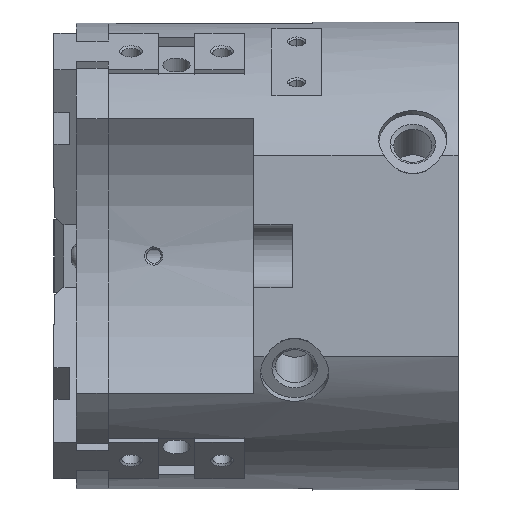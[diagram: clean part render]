
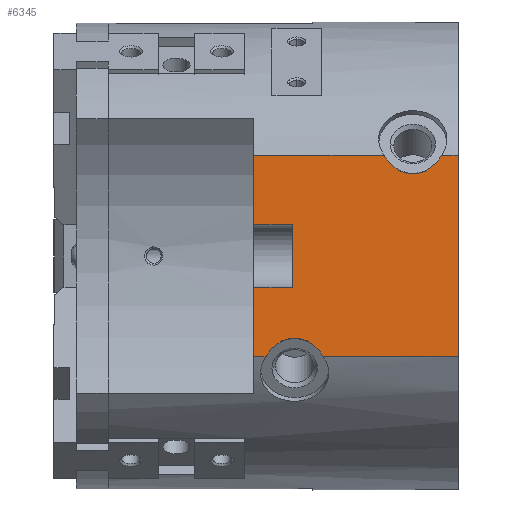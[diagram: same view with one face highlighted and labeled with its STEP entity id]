
A CAD part, left-side view. The second image highlights one B-rep face of the part: STEP entity #6345.
In plain terms, the highlighted planar face has unit normal (-1, 0, 0).
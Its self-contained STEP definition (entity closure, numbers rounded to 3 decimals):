
#2595 = VERTEX_POINT( '', #7040 );
#2793 = VERTEX_POINT( '', #7265 );
#2849 = EDGE_CURVE( '', #6501, #3615, #7327, .T. );
#3009 = VERTEX_POINT( '', #7508 );
#3615 = VERTEX_POINT( '', #8189 );
#3773 = EDGE_CURVE( '', #6219, #3009, #8367, .T. );
#3951 = EDGE_CURVE( '', #4163, #5725, #8571, .T. );
#4021 = EDGE_CURVE( '', #2793, #2595, #8651, .T. );
#4163 = VERTEX_POINT( '', #8798 );
#4485 = EDGE_CURVE( '', #5255, #4633, #9155, .T. );
#4633 = VERTEX_POINT( '', #9311 );
#4771 = VERTEX_POINT( '', #9467 );
#5113 = EDGE_CURVE( '', #4163, #4633, #9840, .T. );
#5151 = EDGE_CURVE( '', #3009, #2793, #9881, .T. );
#5219 = EDGE_CURVE( '', #5255, #3615, #9958, .T. );
#5255 = VERTEX_POINT( '', #9997 );
#5551 = EDGE_CURVE( '', #2595, #4771, #10328, .T. );
#5721 = EDGE_CURVE( '', #4771, #6501, #10521, .T. );
#5725 = VERTEX_POINT( '', #10525 );
#5837 = VERTEX_POINT( '', #10651 );
#6035 = EDGE_CURVE( '', #5725, #5837, #10881, .T. );
#6119 = EDGE_CURVE( '', #5837, #6219, #10968, .T. );
#6219 = VERTEX_POINT( '', #11077 );
#6345 = ADVANCED_FACE( '', ( #11222 ), #11223, .T. );
#6501 = VERTEX_POINT( '', #11393 );
#7040 = CARTESIAN_POINT( '', ( -46.5, 36.5, 7. ) );
#7265 = CARTESIAN_POINT( '', ( -46.5, 45., 7. ) );
#7327 = LINE( '', #12556, #12557 );
#7508 = CARTESIAN_POINT( '', ( -46.5, 45., 22.136 ) );
#8189 = CARTESIAN_POINT( '', ( -46.5, 45., -22.136 ) );
#8367 = LINE( '', #14193, #14194 );
#8571 = LINE( '', #14468, #14469 );
#8651 = LINE( '', #14574, #14575 );
#8798 = CARTESIAN_POINT( '', ( -46.5, 0., -22.136 ) );
#9155 = ELLIPSE( '', #15416, 8.66, 7.5 );
#9311 = CARTESIAN_POINT( '', ( -46.5, 29.707, -22.136 ) );
#9467 = CARTESIAN_POINT( '', ( -46.5, 36.5, -7. ) );
#9840 = LINE( '', #16502, #16503 );
#9881 = LINE( '', #16564, #16565 );
#9958 = LINE( '', #16670, #16671 );
#9997 = CARTESIAN_POINT( '', ( -46.5, 42.293, -22.136 ) );
#10328 = LINE( '', #17222, #17223 );
#10521 = LINE( '', #17521, #17522 );
#10525 = CARTESIAN_POINT( '', ( -46.5, 0., 22.136 ) );
#10651 = CARTESIAN_POINT( '', ( -46.5, 3.707, 22.136 ) );
#10881 = LINE( '', #18115, #18116 );
#10968 = ELLIPSE( '', #18274, 8.66, 7.5 );
#11077 = CARTESIAN_POINT( '', ( -46.5, 16.293, 22.136 ) );
#11222 = FACE_OUTER_BOUND( '', #18684, .T. );
#11223 = PLANE( '', #18685 );
#11393 = CARTESIAN_POINT( '', ( -46.5, 45., -7. ) );
#12556 = CARTESIAN_POINT( '', ( -46.5, 45., 11.068 ) );
#12557 = VECTOR( '', #19893, 1. );
#14193 = CARTESIAN_POINT( '', ( -46.5, 0., 22.136 ) );
#14194 = VECTOR( '', #21177, 1. );
#14468 = CARTESIAN_POINT( '', ( -46.5, 0., -22.136 ) );
#14469 = VECTOR( '', #21417, 1. );
#14574 = CARTESIAN_POINT( '', ( -46.5, 22.5, 7. ) );
#14575 = VECTOR( '', #21505, 1. );
#15416 = AXIS2_PLACEMENT_3D( '', #22031, #22032, #22033 );
#16502 = CARTESIAN_POINT( '', ( -46.5, 0., -22.136 ) );
#16503 = VECTOR( '', #22725, 1. );
#16564 = CARTESIAN_POINT( '', ( -46.5, 45., 11.068 ) );
#16565 = VECTOR( '', #22761, 1. );
#16670 = CARTESIAN_POINT( '', ( -46.5, 0., -22.136 ) );
#16671 = VECTOR( '', #22857, 1. );
#17222 = CARTESIAN_POINT( '', ( -46.5, 36.5, 11.068 ) );
#17223 = VECTOR( '', #23309, 1. );
#17521 = CARTESIAN_POINT( '', ( -46.5, 22.5, -7. ) );
#17522 = VECTOR( '', #23561, 1. );
#18115 = CARTESIAN_POINT( '', ( -46.5, 0., 22.136 ) );
#18116 = VECTOR( '', #24011, 1. );
#18274 = AXIS2_PLACEMENT_3D( '', #24075, #24076, #24077 );
#18684 = EDGE_LOOP( '', ( #24378, #24379, #24380, #24381, #24382, #24383, #24384, #24385, #24386, #24387, #24388, #24389 ) );
#18685 = AXIS2_PLACEMENT_3D( '', #24390, #24391, #24392 );
#19893 = DIRECTION( '', ( 0., 0., -1. ) );
#21177 = DIRECTION( '', ( 0., 1., 0. ) );
#21417 = DIRECTION( '', ( 0., 0., 1. ) );
#21505 = DIRECTION( '', ( 0., -1., 0. ) );
#22031 = CARTESIAN_POINT( '', ( -46.5, 36., -26.847 ) );
#22032 = DIRECTION( '', ( 1., 0., 0. ) );
#22033 = DIRECTION( '', ( 0., 0., -1. ) );
#22725 = DIRECTION( '', ( 0., 1., 0. ) );
#22761 = DIRECTION( '', ( 0., 0., -1. ) );
#22857 = DIRECTION( '', ( 0., 1., 0. ) );
#23309 = DIRECTION( '', ( 0., 0., -1. ) );
#23561 = DIRECTION( '', ( 0., 1., 0. ) );
#24011 = DIRECTION( '', ( 0., 1., 0. ) );
#24075 = CARTESIAN_POINT( '', ( -46.5, 10., 26.847 ) );
#24076 = DIRECTION( '', ( 1., 0., 0. ) );
#24077 = DIRECTION( '', ( 0., 0., -1. ) );
#24378 = ORIENTED_EDGE( '', *, *, #6119, .T. );
#24379 = ORIENTED_EDGE( '', *, *, #3773, .T. );
#24380 = ORIENTED_EDGE( '', *, *, #5151, .T. );
#24381 = ORIENTED_EDGE( '', *, *, #4021, .T. );
#24382 = ORIENTED_EDGE( '', *, *, #5551, .T. );
#24383 = ORIENTED_EDGE( '', *, *, #5721, .T. );
#24384 = ORIENTED_EDGE( '', *, *, #2849, .T. );
#24385 = ORIENTED_EDGE( '', *, *, #5219, .F. );
#24386 = ORIENTED_EDGE( '', *, *, #4485, .T. );
#24387 = ORIENTED_EDGE( '', *, *, #5113, .F. );
#24388 = ORIENTED_EDGE( '', *, *, #3951, .T. );
#24389 = ORIENTED_EDGE( '', *, *, #6035, .T. );
#24390 = CARTESIAN_POINT( '', ( -46.5, 0., 22.136 ) );
#24391 = DIRECTION( '', ( -1., 0., 0. ) );
#24392 = DIRECTION( '', ( 0., 0., 1. ) );
